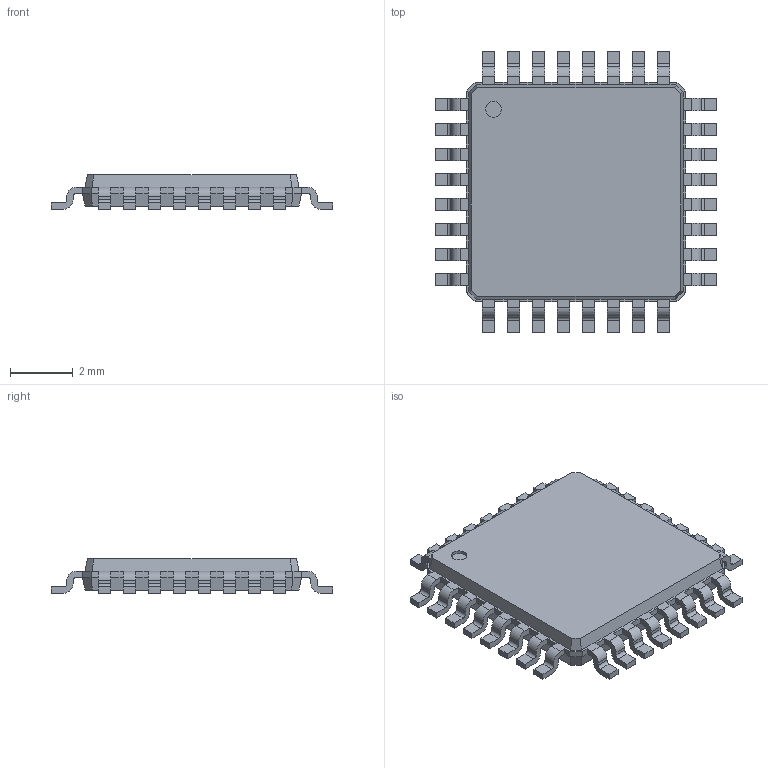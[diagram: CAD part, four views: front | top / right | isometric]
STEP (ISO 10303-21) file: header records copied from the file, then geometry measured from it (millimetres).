
FILE_DESCRIPTION(('FreeCAD Model'),'2;1');
FILE_NAME('tqfp32_7x7_p08.step','2015-12-14T13:49:45', ('Author'),(''),'Open CASCADE STEP processor 6.8','FreeCAD','Unknown' );
FILE_SCHEMA(('AUTOMOTIVE_DESIGN_CC2 { 1 2 10303 214 -1 1 5 4 }'));
Length unit declared in the file: millimetre
Products named in the file (1): tqfp32_7x7_p08
Bounding box: 9 x 9 x 1.1 mm (x, y, z)
Volume: 50.5 mm3; surface area: 171.7 mm2
Topology: 1 solids, 1 shells, 516 faces, 1387 edges, 874 vertices
Faces by surface type: plane 331, cylinder 129, bspline 56
Full cylindrical faces by diameter (mm): 0.5 x1
Entity records: 37726 total; most frequent: CARTESIAN_POINT 6784, DIRECTION 4981, LINE 3413, VECTOR 3413, ORIENTED_EDGE 2774, PCURVE 2774, DEFINITIONAL_REPRESENTATION 2774, EDGE_CURVE 1387
